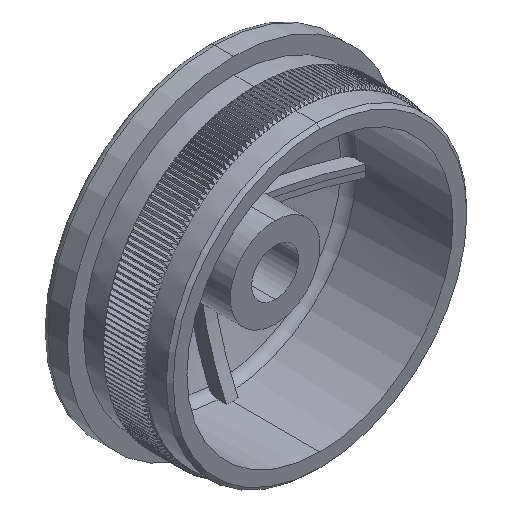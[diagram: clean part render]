
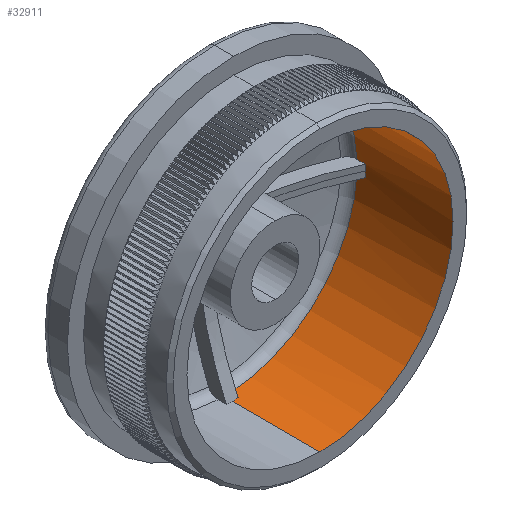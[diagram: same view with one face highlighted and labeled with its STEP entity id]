
A CAD part, isometric view. The second image highlights one B-rep face of the part: STEP entity #32911.
In plain terms, the highlighted cylindrical face has radius 19.3 mm (diameter 38.6 mm), a partial arc.
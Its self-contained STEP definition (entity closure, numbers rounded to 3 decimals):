
#713 = VERTEX_POINT ( 'NONE', #31890 ) ;
#819 = CARTESIAN_POINT ( 'NONE',  ( 0., 12.733, 0. ) ) ;
#828 = CIRCLE ( 'NONE', #54644, 19.3 ) ;
#833 = CIRCLE ( 'NONE', #47558, 19.3 ) ;
#960 = FACE_OUTER_BOUND ( 'NONE', #28385, .T. ) ;
#1180 = DIRECTION ( 'NONE',  ( 0., -1., 0. ) ) ;
#1704 = DIRECTION ( 'NONE',  ( 0., -1., 0. ) ) ;
#1832 = EDGE_CURVE ( 'NONE', #8561, #34889, #32591, .T. ) ;
#2252 = VECTOR ( 'NONE', #10499, 1000. ) ;
#3285 = ORIENTED_EDGE ( 'NONE', *, *, #50975, .F. ) ;
#3481 = VERTEX_POINT ( 'NONE', #20439 ) ;
#3623 = DIRECTION ( 'NONE',  ( 0., 1., 0. ) ) ;
#3774 = DIRECTION ( 'NONE',  ( 0., 0., -1. ) ) ;
#4217 = DIRECTION ( 'NONE',  ( 0., 0., -1. ) ) ;
#4329 = AXIS2_PLACEMENT_3D ( 'NONE', #40104, #18006, #4217 ) ;
#4786 = DIRECTION ( 'NONE',  ( 0., 1., 0. ) ) ;
#4910 = AXIS2_PLACEMENT_3D ( 'NONE', #22905, #1180, #18102 ) ;
#4962 = ORIENTED_EDGE ( 'NONE', *, *, #29645, .F. ) ;
#5079 = EDGE_CURVE ( 'NONE', #713, #6259, #27848, .T. ) ;
#5409 = VERTEX_POINT ( 'NONE', #39593 ) ;
#5531 = LINE ( 'NONE', #7497, #10354 ) ;
#5738 = CARTESIAN_POINT ( 'NONE',  ( 0., 12.733, 19.3 ) ) ;
#6072 = LINE ( 'NONE', #31611, #52623 ) ;
#6259 = VERTEX_POINT ( 'NONE', #19235 ) ;
#6296 = CIRCLE ( 'NONE', #4329, 19.3 ) ;
#7317 = VECTOR ( 'NONE', #20678, 1000. ) ;
#7385 = ORIENTED_EDGE ( 'NONE', *, *, #5079, .T. ) ;
#7497 = CARTESIAN_POINT ( 'NONE',  ( 19.281, 21.971, -0.85 ) ) ;
#7560 = EDGE_CURVE ( 'NONE', #5409, #8561, #19392, .T. ) ;
#7653 = DIRECTION ( 'NONE',  ( 0., 0., -1. ) ) ;
#7968 = DIRECTION ( 'NONE',  ( 0., -1., 0. ) ) ;
#8561 = VERTEX_POINT ( 'NONE', #56251 ) ;
#9931 = CYLINDRICAL_SURFACE ( 'NONE', #22675, 19.3 ) ;
#10354 = VECTOR ( 'NONE', #20728, 1000. ) ;
#10421 = VERTEX_POINT ( 'NONE', #39218 ) ;
#10499 = DIRECTION ( 'NONE',  ( 0., -1., 0. ) ) ;
#11936 = LINE ( 'NONE', #18911, #2252 ) ;
#13328 = CARTESIAN_POINT ( 'NONE',  ( 0., 13.935, 0. ) ) ;
#14517 = ORIENTED_EDGE ( 'NONE', *, *, #56625, .F. ) ;
#15573 = CIRCLE ( 'NONE', #4910, 19.3 ) ;
#15720 = AXIS2_PLACEMENT_3D ( 'NONE', #21270, #3623, #7653 ) ;
#16377 = LINE ( 'NONE', #34301, #7317 ) ;
#16758 = DIRECTION ( 'NONE',  ( 0., 0., -1. ) ) ;
#16873 = EDGE_CURVE ( 'NONE', #35177, #36379, #16377, .T. ) ;
#17690 = EDGE_CURVE ( 'NONE', #6259, #17989, #15573, .T. ) ;
#17989 = VERTEX_POINT ( 'NONE', #57387 ) ;
#18006 = DIRECTION ( 'NONE',  ( 0., -1., 0. ) ) ;
#18022 = VECTOR ( 'NONE', #36137, 1000. ) ;
#18102 = DIRECTION ( 'NONE',  ( 0., 0., -1. ) ) ;
#18303 = CARTESIAN_POINT ( 'NONE',  ( 19.281, 13.935, 0.85 ) ) ;
#18831 = ORIENTED_EDGE ( 'NONE', *, *, #17690, .T. ) ;
#18911 = CARTESIAN_POINT ( 'NONE',  ( 19.281, 21.971, 0.85 ) ) ;
#19235 = CARTESIAN_POINT ( 'NONE',  ( 0., 0., -19.3 ) ) ;
#19392 = LINE ( 'NONE', #27573, #18022 ) ;
#20253 = ORIENTED_EDGE ( 'NONE', *, *, #42432, .T. ) ;
#20439 = CARTESIAN_POINT ( 'NONE',  ( 19.281, 13.935, -0.85 ) ) ;
#20678 = DIRECTION ( 'NONE',  ( 0., -1., 0. ) ) ;
#20728 = DIRECTION ( 'NONE',  ( 0., -1., 0. ) ) ;
#21270 = CARTESIAN_POINT ( 'NONE',  ( 0., 13.935, 0. ) ) ;
#22132 = CIRCLE ( 'NONE', #15720, 19.3 ) ;
#22302 = VECTOR ( 'NONE', #53382, 1000. ) ;
#22675 = AXIS2_PLACEMENT_3D ( 'NONE', #48342, #43511, #3774 ) ;
#22905 = CARTESIAN_POINT ( 'NONE',  ( 0., 0., 0. ) ) ;
#23986 = CARTESIAN_POINT ( 'NONE',  ( 19.3, 12.733, 0. ) ) ;
#24700 = AXIS2_PLACEMENT_3D ( 'NONE', #41116, #1704, #37028 ) ;
#25161 = EDGE_CURVE ( 'NONE', #5409, #26259, #828, .T. ) ;
#26091 = CARTESIAN_POINT ( 'NONE',  ( 0., 18.97, -19.3 ) ) ;
#26259 = VERTEX_POINT ( 'NONE', #18303 ) ;
#27573 = CARTESIAN_POINT ( 'NONE',  ( 0.85, 21.971, 19.281 ) ) ;
#27848 = LINE ( 'NONE', #26091, #22302 ) ;
#28385 = EDGE_LOOP ( 'NONE', ( #53213, #45069, #34371, #43599, #20253, #3285, #14517, #41249, #51091, #28920, #4962, #7385, #18831 ) ) ;
#28920 = ORIENTED_EDGE ( 'NONE', *, *, #16873, .T. ) ;
#29645 = EDGE_CURVE ( 'NONE', #713, #36379, #6296, .T. ) ;
#30162 = CARTESIAN_POINT ( 'NONE',  ( 0., 12.733, 0. ) ) ;
#31300 = CARTESIAN_POINT ( 'NONE',  ( 19.281, 12.733, -0.85 ) ) ;
#31489 = DIRECTION ( 'NONE',  ( 0., -1., 0. ) ) ;
#31611 = CARTESIAN_POINT ( 'NONE',  ( 0., 18.97, 19.3 ) ) ;
#31890 = CARTESIAN_POINT ( 'NONE',  ( 0., 12.733, -19.3 ) ) ;
#32591 = CIRCLE ( 'NONE', #24700, 19.3 ) ;
#32911 = ADVANCED_FACE ( 'NONE', ( #960 ), #9931, .F. ) ;
#34301 = CARTESIAN_POINT ( 'NONE',  ( 0.85, 21.971, -19.281 ) ) ;
#34371 = ORIENTED_EDGE ( 'NONE', *, *, #7560, .F. ) ;
#34889 = VERTEX_POINT ( 'NONE', #5738 ) ;
#35177 = VERTEX_POINT ( 'NONE', #39890 ) ;
#35681 = DIRECTION ( 'NONE',  ( 0., 0., -1. ) ) ;
#35922 = CIRCLE ( 'NONE', #57370, 19.3 ) ;
#36137 = DIRECTION ( 'NONE',  ( 0., -1., 0. ) ) ;
#36379 = VERTEX_POINT ( 'NONE', #42905 ) ;
#37028 = DIRECTION ( 'NONE',  ( 0., 0., -1. ) ) ;
#39218 = CARTESIAN_POINT ( 'NONE',  ( 19.281, 12.733, 0.85 ) ) ;
#39593 = CARTESIAN_POINT ( 'NONE',  ( 0.85, 13.935, 19.281 ) ) ;
#39890 = CARTESIAN_POINT ( 'NONE',  ( 0.85, 13.935, -19.281 ) ) ;
#40104 = CARTESIAN_POINT ( 'NONE',  ( 0., 12.733, 0. ) ) ;
#41116 = CARTESIAN_POINT ( 'NONE',  ( 0., 12.733, 0. ) ) ;
#41249 = ORIENTED_EDGE ( 'NONE', *, *, #44066, .F. ) ;
#42432 = EDGE_CURVE ( 'NONE', #26259, #10421, #11936, .T. ) ;
#42905 = CARTESIAN_POINT ( 'NONE',  ( 0.85, 12.733, -19.281 ) ) ;
#43511 = DIRECTION ( 'NONE',  ( 0., -1., 0. ) ) ;
#43599 = ORIENTED_EDGE ( 'NONE', *, *, #25161, .T. ) ;
#44066 = EDGE_CURVE ( 'NONE', #3481, #55106, #5531, .T. ) ;
#44994 = DIRECTION ( 'NONE',  ( 0., 0., -1. ) ) ;
#45069 = ORIENTED_EDGE ( 'NONE', *, *, #1832, .F. ) ;
#46379 = EDGE_CURVE ( 'NONE', #34889, #17989, #6072, .T. ) ;
#47558 = AXIS2_PLACEMENT_3D ( 'NONE', #30162, #7968, #16758 ) ;
#48135 = VERTEX_POINT ( 'NONE', #23986 ) ;
#48342 = CARTESIAN_POINT ( 'NONE',  ( 0., 18.97, 0. ) ) ;
#48406 = EDGE_CURVE ( 'NONE', #3481, #35177, #22132, .T. ) ;
#49217 = DIRECTION ( 'NONE',  ( 0., -1., 0. ) ) ;
#50975 = EDGE_CURVE ( 'NONE', #48135, #10421, #35922, .T. ) ;
#51091 = ORIENTED_EDGE ( 'NONE', *, *, #48406, .T. ) ;
#52623 = VECTOR ( 'NONE', #49217, 1000. ) ;
#53213 = ORIENTED_EDGE ( 'NONE', *, *, #46379, .F. ) ;
#53382 = DIRECTION ( 'NONE',  ( 0., -1., 0. ) ) ;
#54644 = AXIS2_PLACEMENT_3D ( 'NONE', #13328, #4786, #35681 ) ;
#55106 = VERTEX_POINT ( 'NONE', #31300 ) ;
#56251 = CARTESIAN_POINT ( 'NONE',  ( 0.85, 12.733, 19.281 ) ) ;
#56625 = EDGE_CURVE ( 'NONE', #55106, #48135, #833, .T. ) ;
#57370 = AXIS2_PLACEMENT_3D ( 'NONE', #819, #31489, #44994 ) ;
#57387 = CARTESIAN_POINT ( 'NONE',  ( 0., 0., 19.3 ) ) ;
